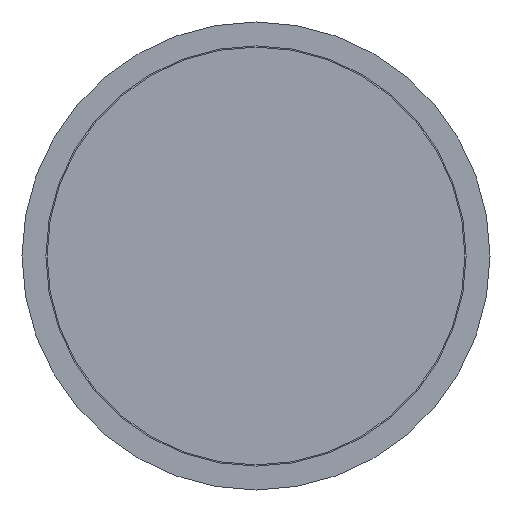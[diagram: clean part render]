
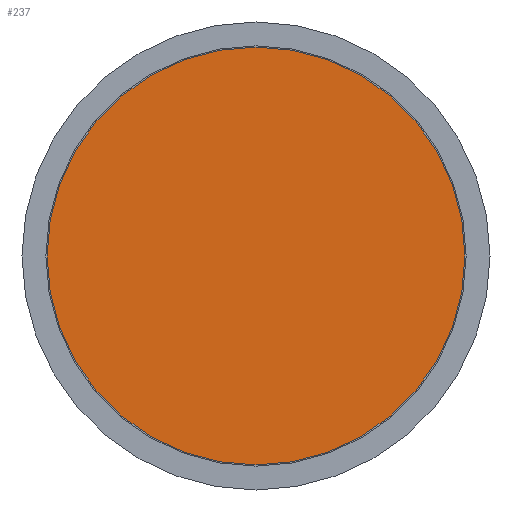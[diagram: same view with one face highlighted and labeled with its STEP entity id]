
A CAD part, front view. The second image highlights one B-rep face of the part: STEP entity #237.
In plain terms, the highlighted planar face has unit normal (0, -1, 0).
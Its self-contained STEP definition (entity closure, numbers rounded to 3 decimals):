
#52 = ORIENTED_EDGE ( 'NONE', *, *, #608, .T. ) ;
#59 = AXIS2_PLACEMENT_3D ( 'NONE', #154, #901, #218 ) ;
#154 = CARTESIAN_POINT ( 'NONE',  ( 0., 0., 0. ) ) ;
#218 = DIRECTION ( 'NONE',  ( 0., 0., -1. ) ) ;
#237 = ADVANCED_FACE ( 'NONE', ( #300 ), #680, .F. ) ;
#300 = FACE_OUTER_BOUND ( 'NONE', #322, .T. ) ;
#313 = CARTESIAN_POINT ( 'NONE',  ( -43.75, 0., 0. ) ) ;
#322 = EDGE_LOOP ( 'NONE', ( #52 ) ) ;
#445 = CARTESIAN_POINT ( 'NONE',  ( 0., 0., -43.75 ) ) ;
#514 = VERTEX_POINT ( 'NONE', #445 ) ;
#541 = DIRECTION ( 'NONE',  ( 0., 1., 0. ) ) ;
#547 = DIRECTION ( 'NONE',  ( 0., 0., 1. ) ) ;
#608 = EDGE_CURVE ( 'NONE', #514, #514, #904, .T. ) ;
#680 = PLANE ( 'NONE',  #855 ) ;
#855 = AXIS2_PLACEMENT_3D ( 'NONE', #313, #541, #547 ) ;
#901 = DIRECTION ( 'NONE',  ( 0., -1., 0. ) ) ;
#904 = CIRCLE ( 'NONE', #59, 43.75 ) ;
